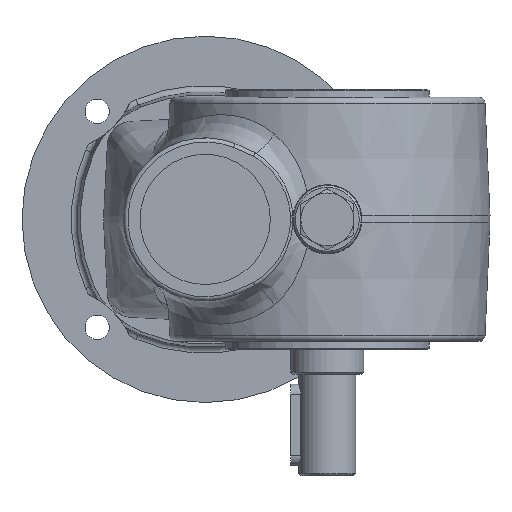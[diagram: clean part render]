
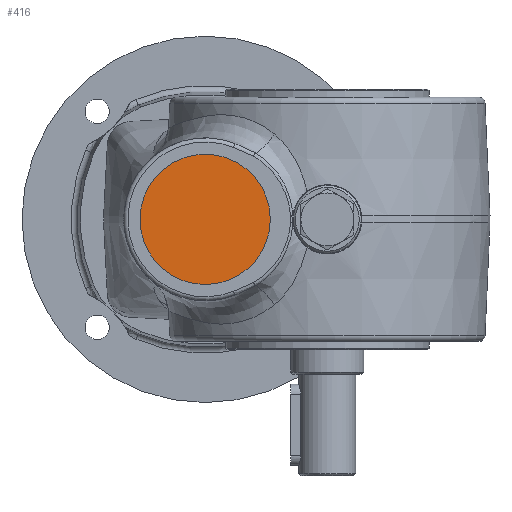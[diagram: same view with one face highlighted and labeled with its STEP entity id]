
A CAD part, left-side view. The second image highlights one B-rep face of the part: STEP entity #416.
In plain terms, the highlighted planar face has unit normal (-1, 0, 0).
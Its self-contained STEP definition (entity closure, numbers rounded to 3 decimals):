
#416 = ADVANCED_FACE( '', ( #1140 ), #1141, .F. );
#1140 = FACE_OUTER_BOUND( '', #2451, .T. );
#1141 = PLANE( '', #2452 );
#2451 = EDGE_LOOP( '', ( #7194 ) );
#2452 = AXIS2_PLACEMENT_3D( '', #7195, #7196, #7197 );
#7194 = ORIENTED_EDGE( '', *, *, #9569, .F. );
#7195 = CARTESIAN_POINT( '', ( -40.5, 30., 0. ) );
#7196 = DIRECTION( '', ( 1., 0., 0. ) );
#7197 = DIRECTION( '', ( 0., 1., 0. ) );
#9569 = EDGE_CURVE( '', #10624, #10624, #10625, .T. );
#10624 = VERTEX_POINT( '', #12437 );
#10625 = CIRCLE( '', #12438, 16. );
#12437 = CARTESIAN_POINT( '', ( -40.5, 46., 0. ) );
#12438 = AXIS2_PLACEMENT_3D( '', #15947, #15948, #15949 );
#15947 = CARTESIAN_POINT( '', ( -40.5, 30., 0. ) );
#15948 = DIRECTION( '', ( 1., 0., 0. ) );
#15949 = DIRECTION( '', ( 0., 1., 0. ) );
